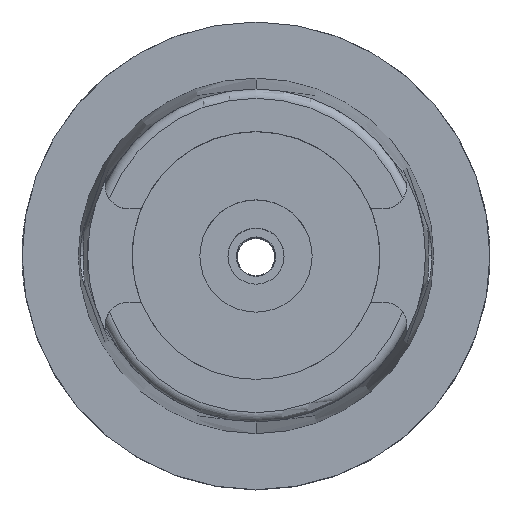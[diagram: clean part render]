
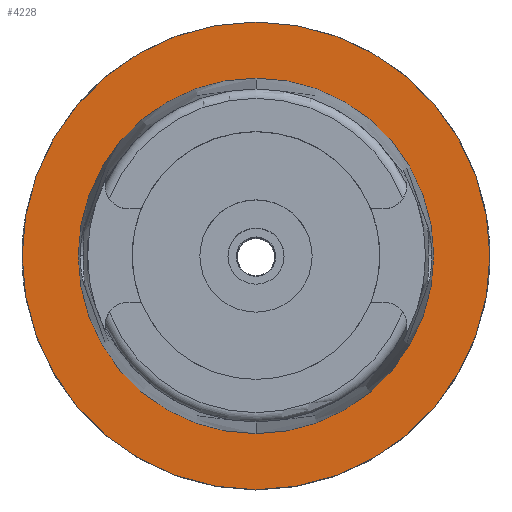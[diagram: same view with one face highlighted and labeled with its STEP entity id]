
A CAD part, top view. The second image highlights one B-rep face of the part: STEP entity #4228.
In plain terms, the highlighted planar face has unit normal (0, 0, 1).
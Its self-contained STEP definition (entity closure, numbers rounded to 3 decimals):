
#2093=CARTESIAN_POINT('',(0.,0.,0.));
#2094=DIRECTION('',(0.,0.,-1.));
#2095=DIRECTION('',(0.,-1.,0.));
#2096=AXIS2_PLACEMENT_3D('',#2093,#2094,#2095);
#2101=CARTESIAN_POINT('',(0.,0.,0.));
#2102=DIRECTION('',(0.,0.,-1.));
#2103=DIRECTION('',(0.,1.,0.));
#2104=AXIS2_PLACEMENT_3D('',#2101,#2102,#2103);
#2109=CARTESIAN_POINT('',(0.,0.,0.));
#2110=DIRECTION('',(0.,0.,1.));
#2111=DIRECTION('',(0.,-1.,0.));
#2112=AXIS2_PLACEMENT_3D('',#2109,#2110,#2111);
#2117=CARTESIAN_POINT('',(0.,0.,0.));
#2118=DIRECTION('',(0.,0.,1.));
#2119=DIRECTION('',(0.,1.,0.));
#2120=AXIS2_PLACEMENT_3D('',#2117,#2118,#2119);
#2417=CARTESIAN_POINT('',(0.,-38.,0.));
#2418=VERTEX_POINT('',#2417);
#2419=CARTESIAN_POINT('',(0.,38.,0.));
#2420=VERTEX_POINT('',#2419);
#2678=CARTESIAN_POINT('',(0.,50.,0.));
#2679=VERTEX_POINT('',#2678);
#2680=CARTESIAN_POINT('',(0.,-50.,0.));
#2681=VERTEX_POINT('',#2680);
#4215=CARTESIAN_POINT('',(0.,0.,0.));
#4216=DIRECTION('',(0.,0.,1.));
#4217=DIRECTION('',(0.,1.,0.));
#4218=AXIS2_PLACEMENT_3D('',#4215,#4216,#4217);
#4219=PLANE('',#4218);
#4220=ORIENTED_EDGE('',*,*,#3980,.T.);
#4221=ORIENTED_EDGE('',*,*,#4089,.T.);
#4222=EDGE_LOOP('',(#4220,#4221));
#4223=FACE_OUTER_BOUND('',#4222,.F.);
#4224=ORIENTED_EDGE('',*,*,#2916,.T.);
#4225=ORIENTED_EDGE('',*,*,#2887,.T.);
#4226=EDGE_LOOP('',(#4224,#4225));
#4227=FACE_BOUND('',#4226,.F.);
#2097=CIRCLE('',#2096,50.);
#2105=CIRCLE('',#2104,50.);
#2113=CIRCLE('',#2112,38.);
#2121=CIRCLE('',#2120,38.);
#2887=EDGE_CURVE('',#2420,#2418,#2121,.T.);
#2916=EDGE_CURVE('',#2418,#2420,#2113,.T.);
#3980=EDGE_CURVE('',#2681,#2679,#2097,.T.);
#4089=EDGE_CURVE('',#2679,#2681,#2105,.T.);
#4228=ADVANCED_FACE('',(#4223,#4227),#4219,.T.);
